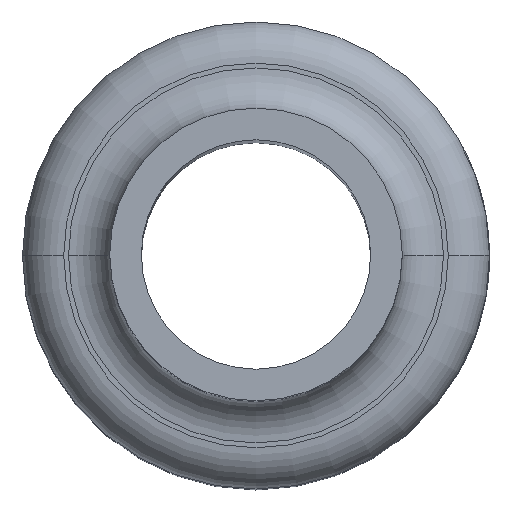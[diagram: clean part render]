
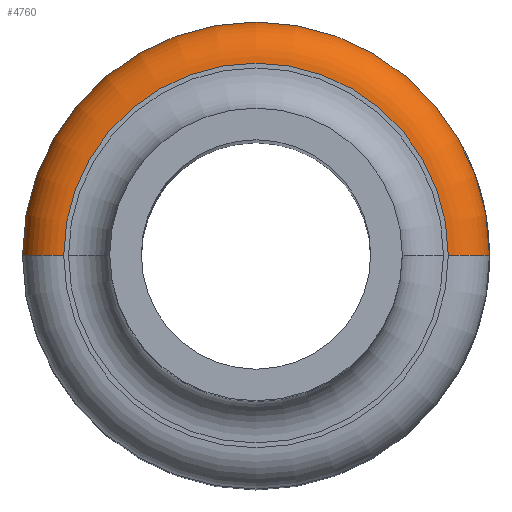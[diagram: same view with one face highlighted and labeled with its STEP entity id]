
A CAD part, top view. The second image highlights one B-rep face of the part: STEP entity #4760.
In plain terms, the highlighted toroidal (fillet/blend) face has major radius 14 mm and minor radius 3 mm.
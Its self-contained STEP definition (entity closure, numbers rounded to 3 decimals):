
#312 = DIRECTION ( 'NONE',  ( -1., 0., 0. ) ) ;
#781 = DIRECTION ( 'NONE',  ( -1., 0., 0. ) ) ;
#1140 = DIRECTION ( 'NONE',  ( 0., 1., 0. ) ) ;
#2682 = CARTESIAN_POINT ( 'NONE',  ( -17., 0., -43. ) ) ;
#4726 = CARTESIAN_POINT ( 'NONE',  ( 0., 0., -40. ) ) ;
#4760 = ADVANCED_FACE ( 'NONE', ( #8202 ), #18454, .T. ) ;
#5353 = CARTESIAN_POINT ( 'NONE',  ( -14., 0., -40. ) ) ;
#5657 = CARTESIAN_POINT ( 'NONE',  ( 14., 0., -40. ) ) ;
#7119 = DIRECTION ( 'NONE',  ( 0., 0., -1. ) ) ;
#8074 = DIRECTION ( 'NONE',  ( 0., 0., -1. ) ) ;
#8175 = VERTEX_POINT ( 'NONE', #2682 ) ;
#8202 = FACE_OUTER_BOUND ( 'NONE', #14954, .T. ) ;
#8628 = EDGE_CURVE ( 'NONE', #8175, #17229, #23089, .T. ) ;
#10244 = CIRCLE ( 'NONE', #20328, 3. ) ;
#10622 = CIRCLE ( 'NONE', #15257, 3. ) ;
#11068 = CIRCLE ( 'NONE', #23645, 14. ) ;
#12756 = DIRECTION ( 'NONE',  ( 0., 0., 1. ) ) ;
#13312 = VERTEX_POINT ( 'NONE', #5353 ) ;
#14082 = DIRECTION ( 'NONE',  ( -1., 0., 0. ) ) ;
#14954 = EDGE_LOOP ( 'NONE', ( #18954, #15332, #19634, #22254 ) ) ;
#15257 = AXIS2_PLACEMENT_3D ( 'NONE', #15281, #25140, #7119 ) ;
#15281 = CARTESIAN_POINT ( 'NONE',  ( -14., 0., -43. ) ) ;
#15332 = ORIENTED_EDGE ( 'NONE', *, *, #25482, .T. ) ;
#16308 = DIRECTION ( 'NONE',  ( 0., 0., -1. ) ) ;
#17229 = VERTEX_POINT ( 'NONE', #20426 ) ;
#17325 = CARTESIAN_POINT ( 'NONE',  ( 14., 0., -43. ) ) ;
#18454 = TOROIDAL_SURFACE ( 'NONE', #25193, 14., 3. ) ;
#18954 = ORIENTED_EDGE ( 'NONE', *, *, #22041, .F. ) ;
#19033 = DIRECTION ( 'NONE',  ( -1., 0., 0. ) ) ;
#19634 = ORIENTED_EDGE ( 'NONE', *, *, #8628, .F. ) ;
#20258 = CARTESIAN_POINT ( 'NONE',  ( 0., 0., -43. ) ) ;
#20328 = AXIS2_PLACEMENT_3D ( 'NONE', #17325, #1140, #19033 ) ;
#20426 = CARTESIAN_POINT ( 'NONE',  ( 17., 0., -43. ) ) ;
#20927 = CARTESIAN_POINT ( 'NONE',  ( 0., 0., -43. ) ) ;
#22041 = EDGE_CURVE ( 'NONE', #23740, #13312, #11068, .T. ) ;
#22254 = ORIENTED_EDGE ( 'NONE', *, *, #22830, .F. ) ;
#22830 = EDGE_CURVE ( 'NONE', #13312, #8175, #10622, .T. ) ;
#23089 = CIRCLE ( 'NONE', #23519, 17. ) ;
#23519 = AXIS2_PLACEMENT_3D ( 'NONE', #20258, #16308, #14082 ) ;
#23645 = AXIS2_PLACEMENT_3D ( 'NONE', #4726, #12756, #781 ) ;
#23740 = VERTEX_POINT ( 'NONE', #5657 ) ;
#25140 = DIRECTION ( 'NONE',  ( 0., -1., 0. ) ) ;
#25193 = AXIS2_PLACEMENT_3D ( 'NONE', #20927, #8074, #312 ) ;
#25482 = EDGE_CURVE ( 'NONE', #23740, #17229, #10244, .T. ) ;
